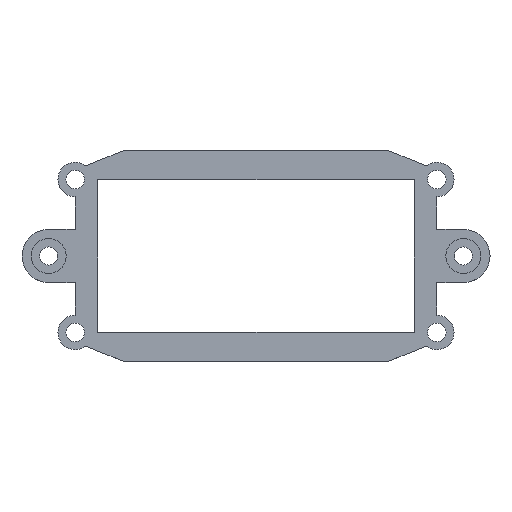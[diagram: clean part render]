
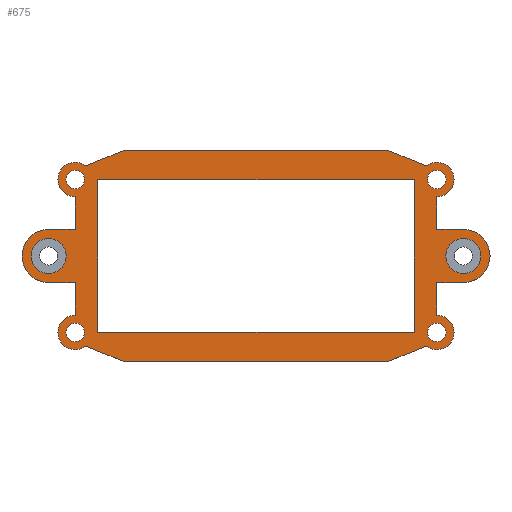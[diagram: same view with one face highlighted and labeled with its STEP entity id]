
A CAD part, top view. The second image highlights one B-rep face of the part: STEP entity #675.
In plain terms, the highlighted planar face has unit normal (0, 0, 1).
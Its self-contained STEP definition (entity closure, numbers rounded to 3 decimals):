
#17=FACE_BOUND('',#96,.T.);
#18=FACE_BOUND('',#97,.T.);
#19=FACE_BOUND('',#98,.T.);
#20=FACE_BOUND('',#99,.T.);
#21=FACE_BOUND('',#100,.T.);
#22=FACE_BOUND('',#101,.T.);
#23=FACE_BOUND('',#102,.T.);
#33=PLANE('',#719);
#57=FACE_OUTER_BOUND('',#95,.T.);
#95=EDGE_LOOP('',(#477,#478,#479,#480,#481,#482,#483,#484,#485,#486,#487,
#488,#489,#490,#491,#492,#493,#494,#495,#496));
#96=EDGE_LOOP('',(#497));
#97=EDGE_LOOP('',(#498));
#98=EDGE_LOOP('',(#499));
#99=EDGE_LOOP('',(#500));
#100=EDGE_LOOP('',(#501));
#101=EDGE_LOOP('',(#502,#503,#504,#505));
#102=EDGE_LOOP('',(#506));
#143=LINE('',#993,#211);
#144=LINE('',#997,#212);
#145=LINE('',#999,#213);
#146=LINE('',#1003,#214);
#147=LINE('',#1005,#215);
#148=LINE('',#1009,#216);
#149=LINE('',#1011,#217);
#150=LINE('',#1013,#218);
#151=LINE('',#1017,#219);
#152=LINE('',#1019,#220);
#153=LINE('',#1023,#221);
#154=LINE('',#1025,#222);
#155=LINE('',#1029,#223);
#156=LINE('',#1030,#224);
#157=LINE('',#1039,#225);
#158=LINE('',#1041,#226);
#159=LINE('',#1043,#227);
#160=LINE('',#1044,#228);
#211=VECTOR('',#799,10.);
#212=VECTOR('',#802,10.);
#213=VECTOR('',#803,10.);
#214=VECTOR('',#806,10.);
#215=VECTOR('',#807,10.);
#216=VECTOR('',#810,10.);
#217=VECTOR('',#811,10.);
#218=VECTOR('',#812,10.);
#219=VECTOR('',#815,10.);
#220=VECTOR('',#816,10.);
#221=VECTOR('',#819,10.);
#222=VECTOR('',#820,10.);
#223=VECTOR('',#823,10.);
#224=VECTOR('',#824,10.);
#225=VECTOR('',#831,10.);
#226=VECTOR('',#832,10.);
#227=VECTOR('',#833,10.);
#228=VECTOR('',#834,10.);
#277=CIRCLE('',#710,3.3);
#280=CIRCLE('',#715,3.3);
#283=CIRCLE('',#720,3.25);
#284=CIRCLE('',#721,5.);
#285=CIRCLE('',#722,3.25);
#286=CIRCLE('',#723,3.25);
#287=CIRCLE('',#724,5.);
#288=CIRCLE('',#725,3.25);
#289=CIRCLE('',#726,1.75);
#290=CIRCLE('',#727,1.75);
#291=CIRCLE('',#728,1.75);
#292=CIRCLE('',#729,1.75);
#305=VERTEX_POINT('',#973);
#308=VERTEX_POINT('',#982);
#311=VERTEX_POINT('',#991);
#312=VERTEX_POINT('',#992);
#313=VERTEX_POINT('',#994);
#314=VERTEX_POINT('',#996);
#315=VERTEX_POINT('',#998);
#316=VERTEX_POINT('',#1000);
#317=VERTEX_POINT('',#1002);
#318=VERTEX_POINT('',#1004);
#319=VERTEX_POINT('',#1006);
#320=VERTEX_POINT('',#1008);
#321=VERTEX_POINT('',#1010);
#322=VERTEX_POINT('',#1012);
#323=VERTEX_POINT('',#1014);
#324=VERTEX_POINT('',#1016);
#325=VERTEX_POINT('',#1018);
#326=VERTEX_POINT('',#1020);
#327=VERTEX_POINT('',#1022);
#328=VERTEX_POINT('',#1024);
#329=VERTEX_POINT('',#1026);
#330=VERTEX_POINT('',#1028);
#331=VERTEX_POINT('',#1031);
#332=VERTEX_POINT('',#1033);
#333=VERTEX_POINT('',#1035);
#334=VERTEX_POINT('',#1037);
#335=VERTEX_POINT('',#1038);
#336=VERTEX_POINT('',#1040);
#337=VERTEX_POINT('',#1042);
#338=VERTEX_POINT('',#1045);
#369=EDGE_CURVE('',#305,#305,#277,.T.);
#373=EDGE_CURVE('',#308,#308,#280,.T.);
#377=EDGE_CURVE('',#311,#312,#143,.T.);
#378=EDGE_CURVE('',#313,#311,#283,.T.);
#379=EDGE_CURVE('',#314,#313,#144,.T.);
#380=EDGE_CURVE('',#315,#314,#145,.T.);
#381=EDGE_CURVE('',#316,#315,#284,.T.);
#382=EDGE_CURVE('',#317,#316,#146,.T.);
#383=EDGE_CURVE('',#318,#317,#147,.T.);
#384=EDGE_CURVE('',#319,#318,#285,.T.);
#385=EDGE_CURVE('',#320,#319,#148,.T.);
#386=EDGE_CURVE('',#321,#320,#149,.T.);
#387=EDGE_CURVE('',#322,#321,#150,.T.);
#388=EDGE_CURVE('',#323,#322,#286,.T.);
#389=EDGE_CURVE('',#324,#323,#151,.T.);
#390=EDGE_CURVE('',#325,#324,#152,.T.);
#391=EDGE_CURVE('',#326,#325,#287,.T.);
#392=EDGE_CURVE('',#327,#326,#153,.T.);
#393=EDGE_CURVE('',#328,#327,#154,.T.);
#394=EDGE_CURVE('',#329,#328,#288,.T.);
#395=EDGE_CURVE('',#330,#329,#155,.T.);
#396=EDGE_CURVE('',#312,#330,#156,.T.);
#397=EDGE_CURVE('',#331,#331,#289,.T.);
#398=EDGE_CURVE('',#332,#332,#290,.T.);
#399=EDGE_CURVE('',#333,#333,#291,.T.);
#400=EDGE_CURVE('',#334,#335,#157,.F.);
#401=EDGE_CURVE('',#336,#334,#158,.T.);
#402=EDGE_CURVE('',#337,#336,#159,.F.);
#403=EDGE_CURVE('',#335,#337,#160,.T.);
#404=EDGE_CURVE('',#338,#338,#292,.T.);
#477=ORIENTED_EDGE('',*,*,#377,.F.);
#478=ORIENTED_EDGE('',*,*,#378,.F.);
#479=ORIENTED_EDGE('',*,*,#379,.F.);
#480=ORIENTED_EDGE('',*,*,#380,.F.);
#481=ORIENTED_EDGE('',*,*,#381,.F.);
#482=ORIENTED_EDGE('',*,*,#382,.F.);
#483=ORIENTED_EDGE('',*,*,#383,.F.);
#484=ORIENTED_EDGE('',*,*,#384,.F.);
#485=ORIENTED_EDGE('',*,*,#385,.F.);
#486=ORIENTED_EDGE('',*,*,#386,.F.);
#487=ORIENTED_EDGE('',*,*,#387,.F.);
#488=ORIENTED_EDGE('',*,*,#388,.F.);
#489=ORIENTED_EDGE('',*,*,#389,.F.);
#490=ORIENTED_EDGE('',*,*,#390,.F.);
#491=ORIENTED_EDGE('',*,*,#391,.F.);
#492=ORIENTED_EDGE('',*,*,#392,.F.);
#493=ORIENTED_EDGE('',*,*,#393,.F.);
#494=ORIENTED_EDGE('',*,*,#394,.F.);
#495=ORIENTED_EDGE('',*,*,#395,.F.);
#496=ORIENTED_EDGE('',*,*,#396,.F.);
#497=ORIENTED_EDGE('',*,*,#369,.T.);
#498=ORIENTED_EDGE('',*,*,#373,.T.);
#499=ORIENTED_EDGE('',*,*,#397,.F.);
#500=ORIENTED_EDGE('',*,*,#398,.F.);
#501=ORIENTED_EDGE('',*,*,#399,.F.);
#502=ORIENTED_EDGE('',*,*,#400,.F.);
#503=ORIENTED_EDGE('',*,*,#401,.F.);
#504=ORIENTED_EDGE('',*,*,#402,.F.);
#505=ORIENTED_EDGE('',*,*,#403,.F.);
#506=ORIENTED_EDGE('',*,*,#404,.F.);
#675=ADVANCED_FACE('',(#57,#17,#18,#19,#20,#21,#22,#23),#33,.F.);
#710=AXIS2_PLACEMENT_3D('',#974,#777,#778);
#715=AXIS2_PLACEMENT_3D('',#983,#788,#789);
#719=AXIS2_PLACEMENT_3D('',#990,#797,#798);
#720=AXIS2_PLACEMENT_3D('',#995,#800,#801);
#721=AXIS2_PLACEMENT_3D('',#1001,#804,#805);
#722=AXIS2_PLACEMENT_3D('',#1007,#808,#809);
#723=AXIS2_PLACEMENT_3D('',#1015,#813,#814);
#724=AXIS2_PLACEMENT_3D('',#1021,#817,#818);
#725=AXIS2_PLACEMENT_3D('',#1027,#821,#822);
#726=AXIS2_PLACEMENT_3D('',#1032,#825,#826);
#727=AXIS2_PLACEMENT_3D('',#1034,#827,#828);
#728=AXIS2_PLACEMENT_3D('',#1036,#829,#830);
#729=AXIS2_PLACEMENT_3D('',#1046,#835,#836);
#777=DIRECTION('center_axis',(0.,0.,-1.));
#778=DIRECTION('ref_axis',(-1.,0.,0.));
#788=DIRECTION('center_axis',(0.,0.,-1.));
#789=DIRECTION('ref_axis',(-1.,0.,0.));
#797=DIRECTION('center_axis',(0.,0.,-1.));
#798=DIRECTION('ref_axis',(1.,0.,0.));
#799=DIRECTION('',(0.926,0.377,0.));
#800=DIRECTION('center_axis',(0.,0.,-1.));
#801=DIRECTION('ref_axis',(1.,0.,0.));
#802=DIRECTION('',(0.,1.,0.));
#803=DIRECTION('',(1.,0.,0.));
#804=DIRECTION('center_axis',(0.,0.,-1.));
#805=DIRECTION('ref_axis',(1.,0.,0.));
#806=DIRECTION('',(-1.,0.,0.));
#807=DIRECTION('',(0.,1.,0.));
#808=DIRECTION('center_axis',(0.,0.,-1.));
#809=DIRECTION('ref_axis',(1.,0.,0.));
#810=DIRECTION('',(-0.926,0.377,0.));
#811=DIRECTION('',(-1.,0.,0.));
#812=DIRECTION('',(-0.926,-0.377,0.));
#813=DIRECTION('center_axis',(0.,0.,-1.));
#814=DIRECTION('ref_axis',(1.,0.,0.));
#815=DIRECTION('',(0.,-1.,0.));
#816=DIRECTION('',(-1.,0.,0.));
#817=DIRECTION('center_axis',(0.,0.,-1.));
#818=DIRECTION('ref_axis',(1.,0.,0.));
#819=DIRECTION('',(1.,0.,0.));
#820=DIRECTION('',(0.,-1.,0.));
#821=DIRECTION('center_axis',(0.,0.,-1.));
#822=DIRECTION('ref_axis',(1.,0.,0.));
#823=DIRECTION('',(0.926,-0.377,0.));
#824=DIRECTION('',(1.,0.,0.));
#825=DIRECTION('center_axis',(0.,0.,1.));
#826=DIRECTION('ref_axis',(1.,0.,0.));
#827=DIRECTION('center_axis',(0.,0.,1.));
#828=DIRECTION('ref_axis',(1.,0.,0.));
#829=DIRECTION('center_axis',(0.,0.,1.));
#830=DIRECTION('ref_axis',(1.,0.,0.));
#831=DIRECTION('',(0.,1.,0.));
#832=DIRECTION('',(-1.,0.,0.));
#833=DIRECTION('',(0.,-1.,0.));
#834=DIRECTION('',(1.,0.,0.));
#835=DIRECTION('center_axis',(0.,0.,1.));
#836=DIRECTION('ref_axis',(1.,0.,0.));
#973=CARTESIAN_POINT('',(49.513,34.874,4.1));
#974=CARTESIAN_POINT('Origin',(46.213,34.874,4.1));
#982=CARTESIAN_POINT('',(-28.487,34.874,4.1));
#983=CARTESIAN_POINT('Origin',(-31.787,34.874,4.1));
#990=CARTESIAN_POINT('Origin',(7.213,34.874,4.1));
#991=CARTESIAN_POINT('',(-24.79,51.813,4.1));
#992=CARTESIAN_POINT('',(-17.587,54.749,4.1));
#993=CARTESIAN_POINT('',(-14.028,56.2,4.1));
#994=CARTESIAN_POINT('',(-26.787,45.999,4.1));
#995=CARTESIAN_POINT('Origin',(-26.787,49.249,4.1));
#996=CARTESIAN_POINT('',(-26.787,39.874,4.1));
#997=CARTESIAN_POINT('',(-26.787,29.312,4.1));
#998=CARTESIAN_POINT('',(-31.787,39.874,4.1));
#999=CARTESIAN_POINT('',(-9.787,39.874,4.1));
#1000=CARTESIAN_POINT('',(-31.787,29.874,4.1));
#1001=CARTESIAN_POINT('Origin',(-31.787,34.874,4.1));
#1002=CARTESIAN_POINT('',(-26.787,29.874,4.1));
#1003=CARTESIAN_POINT('',(-12.287,29.874,4.1));
#1004=CARTESIAN_POINT('',(-26.787,23.749,4.1));
#1005=CARTESIAN_POINT('',(-26.787,29.312,4.1));
#1006=CARTESIAN_POINT('',(-24.79,17.935,4.1));
#1007=CARTESIAN_POINT('Origin',(-26.787,20.499,4.1));
#1008=CARTESIAN_POINT('',(-17.587,14.999,4.1));
#1009=CARTESIAN_POINT('',(-10.427,12.081,4.1));
#1010=CARTESIAN_POINT('',(32.013,14.999,4.1));
#1011=CARTESIAN_POINT('',(19.613,14.999,4.1));
#1012=CARTESIAN_POINT('',(39.216,17.935,4.1));
#1013=CARTESIAN_POINT('',(28.455,13.549,4.1));
#1014=CARTESIAN_POINT('',(41.213,23.749,4.1));
#1015=CARTESIAN_POINT('Origin',(41.213,20.499,4.1));
#1016=CARTESIAN_POINT('',(41.213,29.874,4.1));
#1017=CARTESIAN_POINT('',(41.213,40.437,4.1));
#1018=CARTESIAN_POINT('',(46.213,29.874,4.1));
#1019=CARTESIAN_POINT('',(24.213,29.874,4.1));
#1020=CARTESIAN_POINT('',(46.213,39.874,4.1));
#1021=CARTESIAN_POINT('Origin',(46.213,34.874,4.1));
#1022=CARTESIAN_POINT('',(41.213,39.874,4.1));
#1023=CARTESIAN_POINT('',(26.713,39.874,4.1));
#1024=CARTESIAN_POINT('',(41.213,45.999,4.1));
#1025=CARTESIAN_POINT('',(41.213,40.437,4.1));
#1026=CARTESIAN_POINT('',(39.216,51.813,4.1));
#1027=CARTESIAN_POINT('Origin',(41.213,49.249,4.1));
#1028=CARTESIAN_POINT('',(32.013,54.749,4.1));
#1029=CARTESIAN_POINT('',(24.853,57.668,4.1));
#1030=CARTESIAN_POINT('',(-5.187,54.749,4.1));
#1031=CARTESIAN_POINT('',(-28.537,20.499,4.1));
#1032=CARTESIAN_POINT('Origin',(-26.787,20.499,4.1));
#1033=CARTESIAN_POINT('',(-28.537,49.249,4.1));
#1034=CARTESIAN_POINT('Origin',(-26.787,49.249,4.1));
#1035=CARTESIAN_POINT('',(39.463,20.499,4.1));
#1036=CARTESIAN_POINT('Origin',(41.213,20.499,4.1));
#1037=CARTESIAN_POINT('',(-22.587,49.249,4.1));
#1038=CARTESIAN_POINT('',(-22.587,20.499,4.1));
#1039=CARTESIAN_POINT('',(-22.587,42.062,4.1));
#1040=CARTESIAN_POINT('',(37.013,49.249,4.1));
#1041=CARTESIAN_POINT('',(19.613,49.249,4.1));
#1042=CARTESIAN_POINT('',(37.013,20.499,4.1));
#1043=CARTESIAN_POINT('',(37.013,27.687,4.1));
#1044=CARTESIAN_POINT('',(-5.187,20.499,4.1));
#1045=CARTESIAN_POINT('',(39.463,49.249,4.1));
#1046=CARTESIAN_POINT('Origin',(41.213,49.249,4.1));
